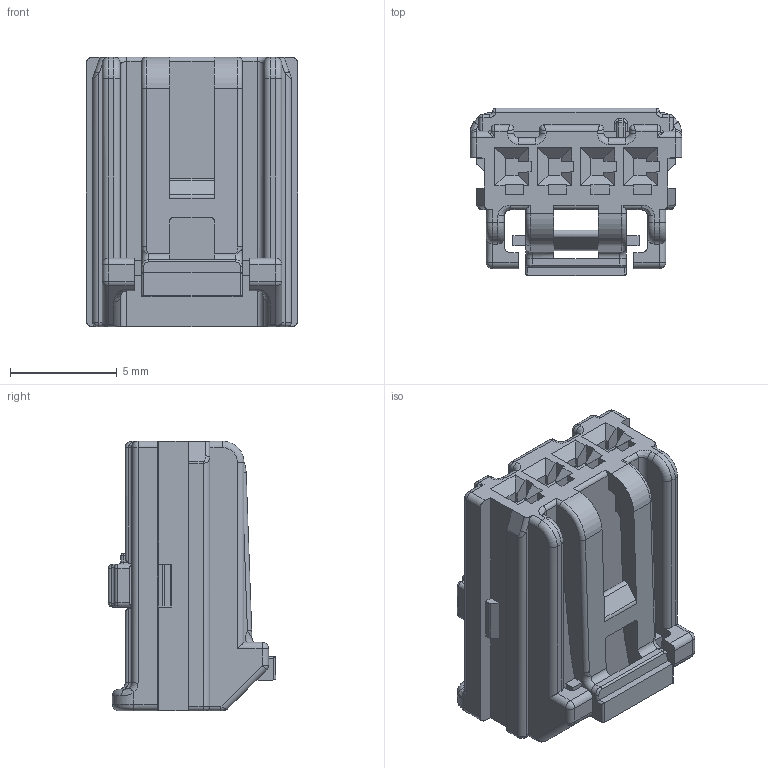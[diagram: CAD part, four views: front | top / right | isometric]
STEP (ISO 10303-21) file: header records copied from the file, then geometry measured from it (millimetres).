
FILE_DESCRIPTION((''),'2;1');
FILE_NAME('KM1700105_020_D_4F_HSG_11','2019-07-18T',('drkoo'),(''),'CREO PARAMETRIC BY PTC INC, 2017300','CREO PARAMETRIC BY PTC INC, 2017300','');
FILE_SCHEMA(('CONFIG_CONTROL_DESIGN'));
Length unit declared in the file: millimetre
Products named in the file (1): KM1700105_020_D_4F_HSG_11
Bounding box: 9.9 x 7.84 x 12.6 mm (x, y, z)
Volume: 527 mm3; surface area: 732.3 mm2
Topology: 1 solids, 1 shells, 534 faces, 1395 edges, 865 vertices
Faces by surface type: plane 311, cylinder 148, bspline 38, torus 28, sphere 8, cone 1
Entity records: 18111 total; most frequent: CARTESIAN_POINT 5201, ORIENTED_EDGE 2774, DIRECTION 2552, EDGE_CURVE 1387, VECTOR 994, LINE 994, VERTEX_POINT 865, AXIS2_PLACEMENT_3D 779
